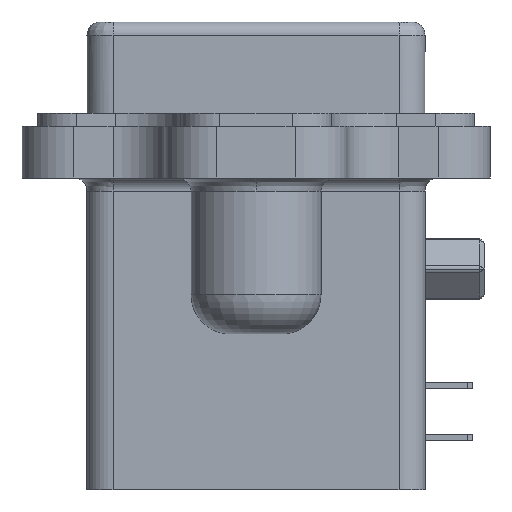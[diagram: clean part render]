
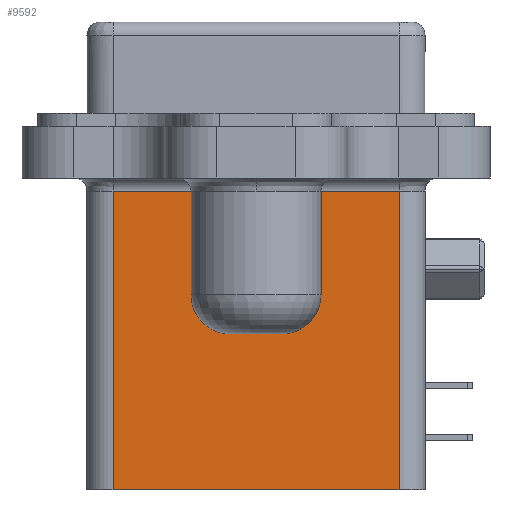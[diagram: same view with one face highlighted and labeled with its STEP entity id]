
A CAD part, left-side view. The second image highlights one B-rep face of the part: STEP entity #9592.
In plain terms, the highlighted planar face has unit normal (-1, 0, 0).
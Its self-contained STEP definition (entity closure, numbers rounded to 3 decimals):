
#78 = DIRECTION ( 'NONE',  ( 0., 1., 0. ) ) ;
#1508 = DIRECTION ( 'NONE',  ( 0., 0., -1. ) ) ;
#1664 = FACE_OUTER_BOUND ( 'NONE', #6499, .T. ) ;
#2435 = ORIENTED_EDGE ( 'NONE', *, *, #13969, .T. ) ;
#2783 = ORIENTED_EDGE ( 'NONE', *, *, #13912, .T. ) ;
#3041 = DIRECTION ( 'NONE',  ( -1., 0., 0. ) ) ;
#3659 = CARTESIAN_POINT ( 'NONE',  ( 18., 6.511, -3. ) ) ;
#4211 = EDGE_CURVE ( 'NONE', #20667, #14112, #11064, .T. ) ;
#4273 = VERTEX_POINT ( 'NONE', #11818 ) ;
#4372 = AXIS2_PLACEMENT_3D ( 'NONE', #3659, #3041, #78 ) ;
#4506 = DIRECTION ( 'NONE',  ( 0., 1., 0. ) ) ;
#5065 = LINE ( 'NONE', #6541, #16241 ) ;
#6155 = LINE ( 'NONE', #12662, #12372 ) ;
#6499 = EDGE_LOOP ( 'NONE', ( #2435, #7900, #2783, #15471 ) ) ;
#6541 = CARTESIAN_POINT ( 'NONE',  ( 18., 7.511, -14.5 ) ) ;
#7900 = ORIENTED_EDGE ( 'NONE', *, *, #15203, .T. ) ;
#8113 = PLANE ( 'NONE',  #4372 ) ;
#9101 = VERTEX_POINT ( 'NONE', #11700 ) ;
#9442 = DIRECTION ( 'NONE',  ( 0., 0., 1. ) ) ;
#9592 = ADVANCED_FACE ( 'NONE', ( #1664 ), #8113, .T. ) ;
#9717 = DIRECTION ( 'NONE',  ( 0., -1., 0. ) ) ;
#11064 = LINE ( 'NONE', #14592, #18329 ) ;
#11700 = CARTESIAN_POINT ( 'NONE',  ( 18., 6.511, -14.5 ) ) ;
#11818 = CARTESIAN_POINT ( 'NONE',  ( 18., -4.489, -14.5 ) ) ;
#12372 = VECTOR ( 'NONE', #1508, 1000. ) ;
#12662 = CARTESIAN_POINT ( 'NONE',  ( 18., 6.511, -3. ) ) ;
#12763 = LINE ( 'NONE', #14139, #16421 ) ;
#13912 = EDGE_CURVE ( 'NONE', #4273, #20667, #12763, .T. ) ;
#13969 = EDGE_CURVE ( 'NONE', #14112, #9101, #6155, .T. ) ;
#14112 = VERTEX_POINT ( 'NONE', #18603 ) ;
#14139 = CARTESIAN_POINT ( 'NONE',  ( 18., -4.489, -3. ) ) ;
#14592 = CARTESIAN_POINT ( 'NONE',  ( 18., 6.511, -3. ) ) ;
#15203 = EDGE_CURVE ( 'NONE', #9101, #4273, #5065, .T. ) ;
#15471 = ORIENTED_EDGE ( 'NONE', *, *, #4211, .T. ) ;
#16241 = VECTOR ( 'NONE', #9717, 1000. ) ;
#16421 = VECTOR ( 'NONE', #9442, 1000. ) ;
#18329 = VECTOR ( 'NONE', #4506, 1000. ) ;
#18603 = CARTESIAN_POINT ( 'NONE',  ( 18., 6.511, -3. ) ) ;
#19864 = CARTESIAN_POINT ( 'NONE',  ( 18., -4.489, -3. ) ) ;
#20667 = VERTEX_POINT ( 'NONE', #19864 ) ;
